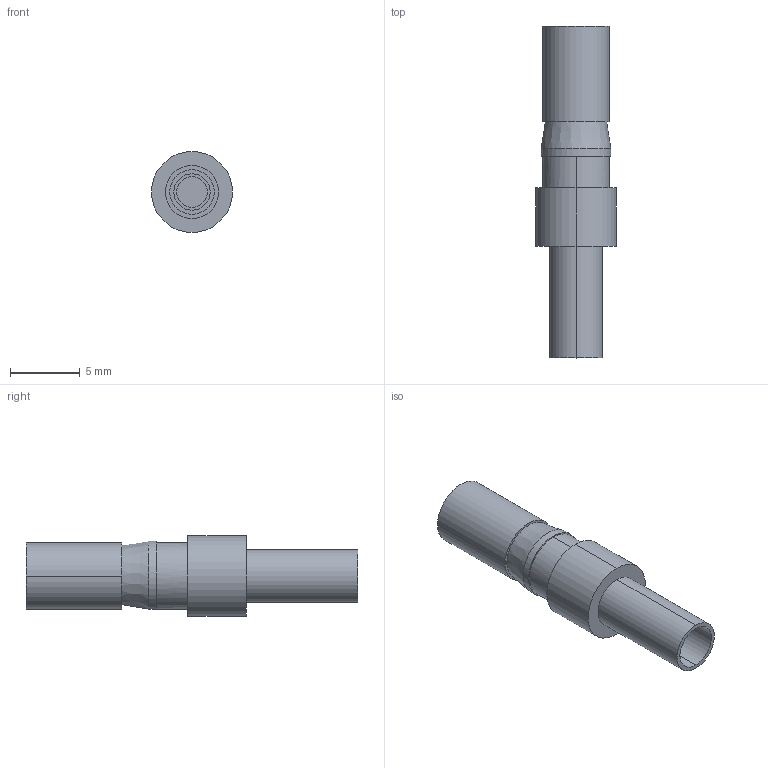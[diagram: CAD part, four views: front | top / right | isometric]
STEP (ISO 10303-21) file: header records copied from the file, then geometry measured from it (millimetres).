
FILE_DESCRIPTION(('Creo Elements/Direct Modeling STEP Export'),'2;1');
FILE_NAME('0ln7uvk45n4bljr4320','2016-11-14T 8:46:44',(''),(''),'PTC Creo Elements/Direct Modeling STEP processor for AP214 (Solid Model)','PTC Creo Elements/Direct Modeling 19.0E 27-Jun-2016 (C) Parametric Technology GmbH','');
FILE_SCHEMA(('AUTOMOTIVE_DESIGN { 1 0 10303 214 1 1 1 1 }'));
Length unit declared in the file: millimetre
Products named in the file (2): CX_50_RM
Assembly tree (1 placements, depth 2):
  CX_50_RM
    CX_50_RM
Bounding box: 5.8 x 23.8 x 5.8 mm (x, y, z)
Volume: 250 mm3; surface area: 775.9 mm2
Topology: 1 solids, 1 shells, 58 faces, 140 edges, 93 vertices
Faces by surface type: plane 31, cylinder 24, cone 3
Entity records: 2069 total; most frequent: ORIENTED_EDGE 280, CARTESIAN_POINT 279, DIRECTION 254, EDGE_CURVE 140, AXIS2_PLACEMENT_3D 94, VERTEX_POINT 93, EDGE_LOOP 67, VECTOR 66
